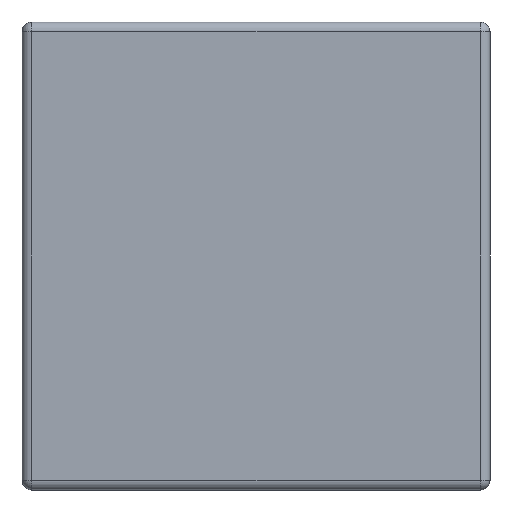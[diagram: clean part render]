
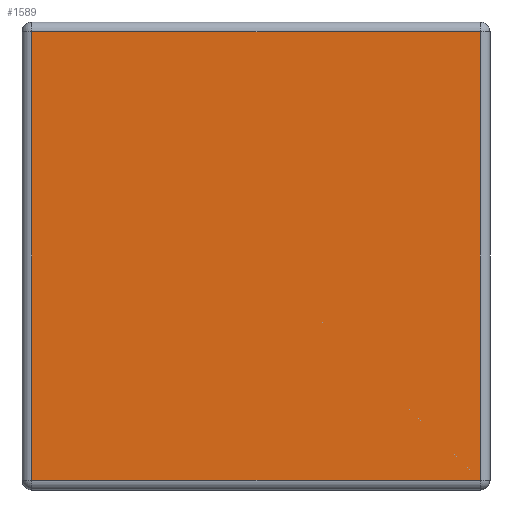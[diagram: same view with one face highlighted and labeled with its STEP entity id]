
A CAD part, left-side view. The second image highlights one B-rep face of the part: STEP entity #1589.
In plain terms, the highlighted planar face has unit normal (-1, 0, 0).
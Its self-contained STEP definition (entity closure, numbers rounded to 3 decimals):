
#166 = CARTESIAN_POINT ( 'NONE',  ( 0., 0.033, -1.537 ) ) ;
#309 = EDGE_CURVE ( 'NONE', #1932, #2158, #3322, .T. ) ;
#413 = ORIENTED_EDGE ( 'NONE', *, *, #309, .T. ) ;
#483 = ORIENTED_EDGE ( 'NONE', *, *, #1243, .T. ) ;
#555 = DIRECTION ( 'NONE',  ( 0., 0., 1. ) ) ;
#648 = DIRECTION ( 'NONE',  ( 0., 1., 0. ) ) ;
#675 = LINE ( 'NONE', #2452, #3984 ) ;
#1019 = LINE ( 'NONE', #3785, #4055 ) ;
#1182 = CARTESIAN_POINT ( 'NONE',  ( 0., 0.033, 0. ) ) ;
#1243 = EDGE_CURVE ( 'NONE', #2158, #1753, #2996, .T. ) ;
#1472 = ORIENTED_EDGE ( 'NONE', *, *, #1774, .T. ) ;
#1589 = ADVANCED_FACE ( 'NONE', ( #1697 ), #2938, .T. ) ;
#1697 = FACE_OUTER_BOUND ( 'NONE', #3705, .T. ) ;
#1739 = CARTESIAN_POINT ( 'NONE',  ( 0., 0.033, -0.033 ) ) ;
#1753 = VERTEX_POINT ( 'NONE', #1739 ) ;
#1774 = EDGE_CURVE ( 'NONE', #4508, #1932, #675, .T. ) ;
#1795 = AXIS2_PLACEMENT_3D ( 'NONE', #2164, #3594, #2576 ) ;
#1932 = VERTEX_POINT ( 'NONE', #3720 ) ;
#2039 = EDGE_CURVE ( 'NONE', #1753, #4508, #1019, .T. ) ;
#2081 = VECTOR ( 'NONE', #555, 1000. ) ;
#2158 = VERTEX_POINT ( 'NONE', #166 ) ;
#2161 = ORIENTED_EDGE ( 'NONE', *, *, #2039, .T. ) ;
#2164 = CARTESIAN_POINT ( 'NONE',  ( 0., 0., 0. ) ) ;
#2357 = DIRECTION ( 'NONE',  ( 0., -1., 0. ) ) ;
#2452 = CARTESIAN_POINT ( 'NONE',  ( 0., 1.537, -1.57 ) ) ;
#2576 = DIRECTION ( 'NONE',  ( 0., 0., 1. ) ) ;
#2649 = CARTESIAN_POINT ( 'NONE',  ( 0., 1.537, -0.033 ) ) ;
#2938 = PLANE ( 'NONE',  #1795 ) ;
#2996 = LINE ( 'NONE', #1182, #2081 ) ;
#3042 = CARTESIAN_POINT ( 'NONE',  ( 0., 0., -1.537 ) ) ;
#3322 = LINE ( 'NONE', #3042, #3515 ) ;
#3515 = VECTOR ( 'NONE', #2357, 1000. ) ;
#3594 = DIRECTION ( 'NONE',  ( -1., 0., 0. ) ) ;
#3705 = EDGE_LOOP ( 'NONE', ( #413, #483, #2161, #1472 ) ) ;
#3720 = CARTESIAN_POINT ( 'NONE',  ( 0., 1.537, -1.537 ) ) ;
#3785 = CARTESIAN_POINT ( 'NONE',  ( 0., 1.57, -0.033 ) ) ;
#3984 = VECTOR ( 'NONE', #4481, 1000. ) ;
#4055 = VECTOR ( 'NONE', #648, 1000. ) ;
#4481 = DIRECTION ( 'NONE',  ( 0., 0., -1. ) ) ;
#4508 = VERTEX_POINT ( 'NONE', #2649 ) ;
